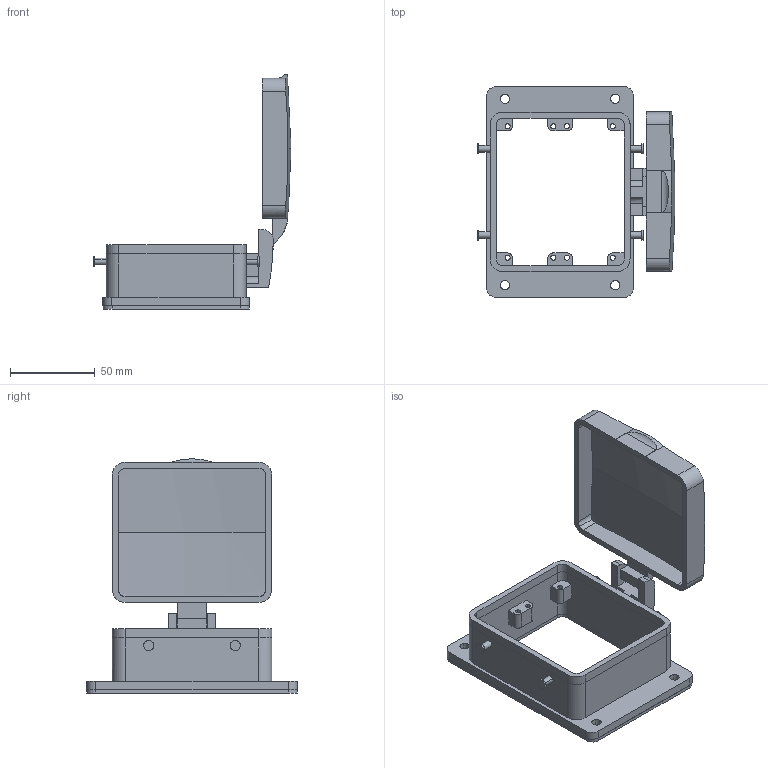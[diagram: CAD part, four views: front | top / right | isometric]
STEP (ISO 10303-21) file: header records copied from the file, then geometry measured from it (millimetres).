
FILE_DESCRIPTION(('CATIA V5 STEP Exchange','CAx-IF Rec.Pracs.--- Model Styling and Organization---1.4--- 2014-01-23'),'2;1');
FILE_NAME ('009045-1_2', '2019-07-25T13:58:51+00:00', ('none'), ('Weidmueller'), 'CATIA Version 5-6 Release 2016 SP3 HF44', 'CATIA V5 STEP AP214', 'none');
FILE_SCHEMA(('AUTOMOTIVE_DESIGN { 1 0 10303 214 1 1 1 1 }'));
Length unit declared in the file: millimetre
Products named in the file (1): 1218800000
Bounding box: 116.73 x 124 x 138.06 mm (x, y, z)
Volume: 117572 mm3; surface area: 74932.9 mm2
Topology: 4 solids, 4 shells, 218 faces, 596 edges, 400 vertices
Faces by surface type: cylinder 112, plane 100, revolution 4, torus 2
Entity records: 7167 total; most frequent: CARTESIAN_POINT 1762, ORIENTED_EDGE 1192, DIRECTION 881, EDGE_CURVE 596, VERTEX_POINT 400, AXIS2_PLACEMENT_3D 364, VECTOR 341, LINE 341
